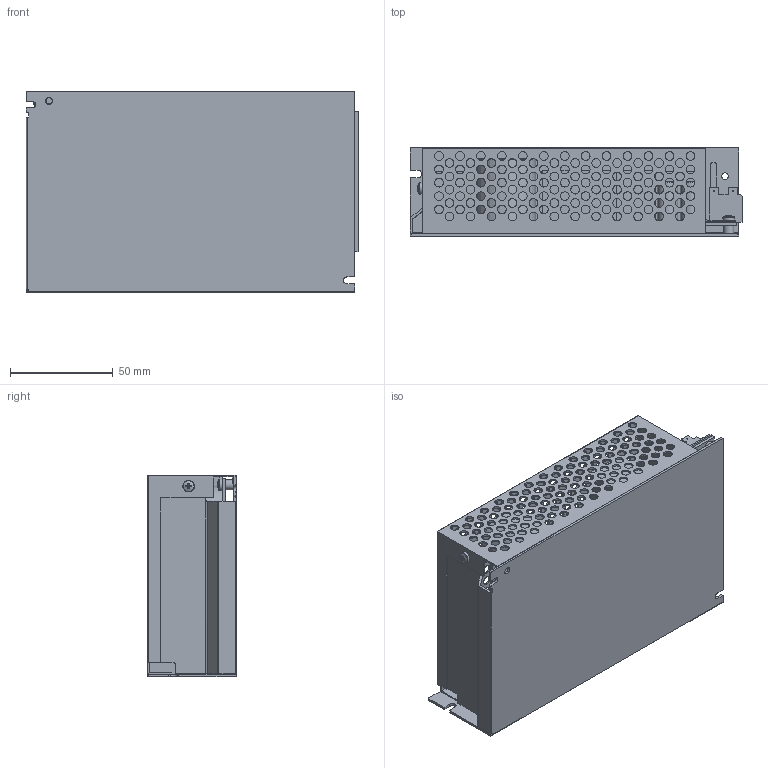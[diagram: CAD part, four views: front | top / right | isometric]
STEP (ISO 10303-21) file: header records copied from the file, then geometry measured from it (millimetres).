
FILE_DESCRIPTION(/* description */ (''),/* implementation_level */ '2;1');
FILE_NAME(/* name */ 'S-120-12 PSU.step',/* time_stamp */ '2023-11-28T19:21:45+05:00',/* author */ (''),/* organization */ (''),/* preprocessor_version */ 'ST-DEVELOPER v20',/* originating_system */ 'Autodesk Translation Framework v12.14.0.127',/* authorisation */ '');
FILE_SCHEMA (('AUTOMOTIVE_DESIGN { 1 0 10303 214 3 1 1 }'));
Length unit declared in the file: millimetre
Products named in the file (4): S-120-12 PSU; S-120-12 PSU_1; pan cross head_am_B18.6.7M - M4 x 0.7 x 5 Type I Cross Recessed PHMS 
--5N; pan cross head_am_B18.6.7M - M3 x 0.5 x 4 Type I Cross Recessed PHMS 
--4N
Assembly tree (11 placements, depth 2):
  S-120-12 PSU
    S-120-12 PSU_1
    pan cross head_am_B18.6.7M - M4 x 0.7 x 5 Type I Cross Recessed PHMS 
--5N  x7
    pan cross head_am_B18.6.7M - M3 x 0.5 x 4 Type I Cross Recessed PHMS 
--4N  x3
Bounding box: 161.6 x 43.25 x 98 mm (x, y, z)
Volume: 157422.1 mm3; surface area: 150557.6 mm2
Topology: 31 solids, 31 shells, 986 faces, 2583 edges, 1690 vertices
Faces by surface type: cylinder 603, plane 358, torus 15, sphere 10
Full cylindrical faces by diameter (mm): 0.5 x4, 3 x4, 3.25 x3, 3.5 x4, 3.85 x7, 4 x7, 4.149 x7, 4.2 x125, 4.25 x338, 4.85 x2, 5.6 x3, 6.5 x4, 8 x7, 10 x4, 22.5 x1, 30 x1
Entity records: 29260 total; most frequent: DIRECTION 5212, CARTESIAN_POINT 4669, ORIENTED_EDGE 4590, EDGE_CURVE 2295, AXIS2_PLACEMENT_3D 2069, EDGE_LOOP 1813, VERTEX_POINT 1522, CIRCLE 1217
